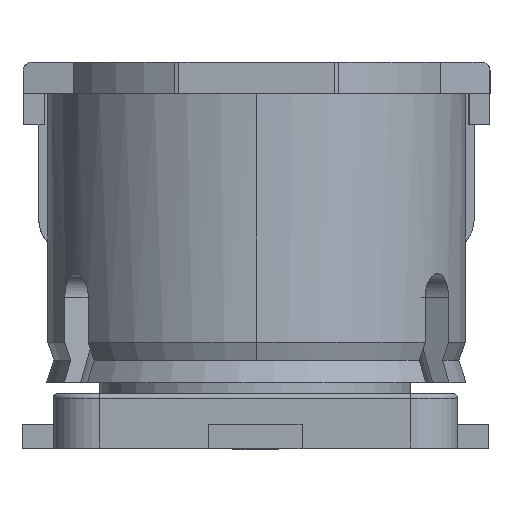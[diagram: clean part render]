
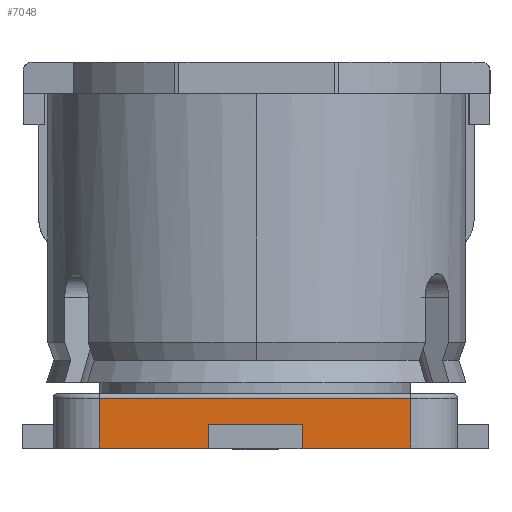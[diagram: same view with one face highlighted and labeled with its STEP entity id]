
A CAD part, front view. The second image highlights one B-rep face of the part: STEP entity #7048.
In plain terms, the highlighted planar face has unit normal (0, -1, 0).
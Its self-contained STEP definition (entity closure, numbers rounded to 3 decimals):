
#187=PLANE('',#8271);
#724=FACE_OUTER_BOUND('',#990,.T.);
#990=EDGE_LOOP('',(#6663,#6664,#6665,#6666));
#1759=LINE('',#14913,#2504);
#1760=LINE('',#14915,#2505);
#1761=LINE('',#14917,#2506);
#1762=LINE('',#14918,#2507);
#2504=VECTOR('',#10363,10.);
#2505=VECTOR('',#10364,10.);
#2506=VECTOR('',#10365,10.);
#2507=VECTOR('',#10366,10.);
#4165=VERTEX_POINT('',#14911);
#4166=VERTEX_POINT('',#14912);
#4167=VERTEX_POINT('',#14914);
#4168=VERTEX_POINT('',#14916);
#5414=EDGE_CURVE('',#4165,#4166,#1759,.T.);
#5415=EDGE_CURVE('',#4166,#4167,#1760,.T.);
#5416=EDGE_CURVE('',#4167,#4168,#1761,.T.);
#5417=EDGE_CURVE('',#4168,#4165,#1762,.T.);
#6663=ORIENTED_EDGE('',*,*,#5414,.T.);
#6664=ORIENTED_EDGE('',*,*,#5415,.T.);
#6665=ORIENTED_EDGE('',*,*,#5416,.T.);
#6666=ORIENTED_EDGE('',*,*,#5417,.T.);
#7048=ADVANCED_FACE('',(#724),#187,.T.);
#8271=AXIS2_PLACEMENT_3D('',#14910,#10361,#10362);
#10361=DIRECTION('center_axis',(0.,-1.,0.));
#10362=DIRECTION('ref_axis',(0.,0.,1.));
#10363=DIRECTION('',(0.,0.,1.));
#10364=DIRECTION('',(-1.,0.,0.));
#10365=DIRECTION('',(0.,0.,-1.));
#10366=DIRECTION('',(1.,0.,0.));
#14910=CARTESIAN_POINT('Origin',(-6.233,4.221,0.952));
#14911=CARTESIAN_POINT('',(-4.033,4.221,0.));
#14912=CARTESIAN_POINT('',(-4.033,4.221,0.32));
#14913=CARTESIAN_POINT('',(-4.033,4.221,0.));
#14914=CARTESIAN_POINT('',(-6.033,4.221,0.32));
#14915=CARTESIAN_POINT('',(-4.033,4.221,0.32));
#14916=CARTESIAN_POINT('',(-6.033,4.221,0.));
#14917=CARTESIAN_POINT('',(-6.033,4.221,0.32));
#14918=CARTESIAN_POINT('',(-6.033,4.221,0.));
